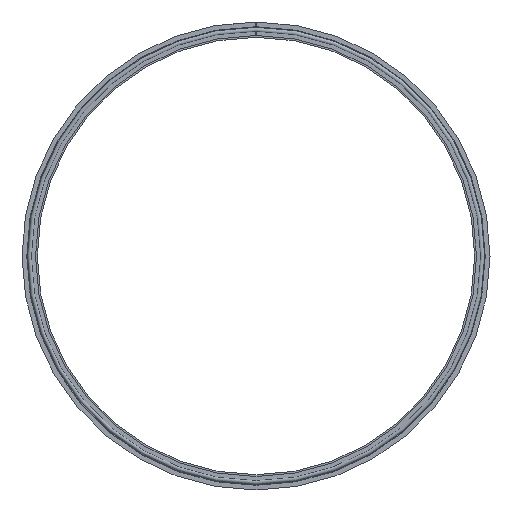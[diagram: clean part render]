
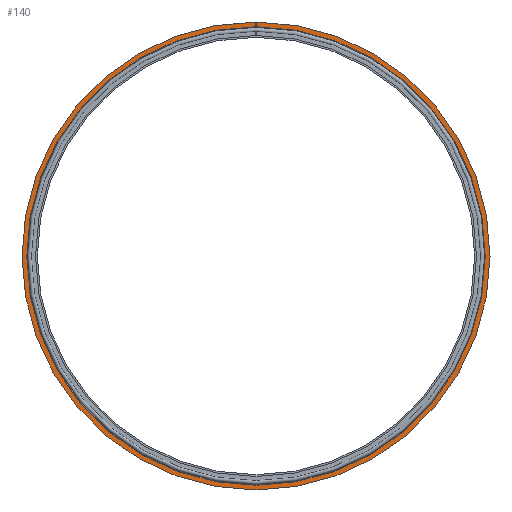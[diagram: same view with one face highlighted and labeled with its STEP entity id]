
A CAD part, left-side view. The second image highlights one B-rep face of the part: STEP entity #140.
In plain terms, the highlighted planar face has unit normal (-1, 0, 0).
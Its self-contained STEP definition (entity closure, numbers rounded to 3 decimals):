
#11 = DIRECTION ( 'NONE',  ( 0., 0., -1. ) ) ;
#73 = CARTESIAN_POINT ( 'NONE',  ( -9.8, 1., 338.499 ) ) ;
#106 = AXIS2_PLACEMENT_3D ( 'NONE', #1221, #372, #1041 ) ;
#124 = EDGE_CURVE ( 'NONE', #451, #887, #126, .T. ) ;
#126 = CIRCLE ( 'NONE', #777, 338.5 ) ;
#129 = LINE ( 'NONE', #1071, #787 ) ;
#131 = LINE ( 'NONE', #996, #1178 ) ;
#140 = ADVANCED_FACE ( 'NONE', ( #576 ), #368, .T. ) ;
#235 = DIRECTION ( 'NONE',  ( 0., 0., -1. ) ) ;
#242 = CARTESIAN_POINT ( 'NONE',  ( -9.8, -1., 345.499 ) ) ;
#266 = ORIENTED_EDGE ( 'NONE', *, *, #786, .F. ) ;
#292 = ORIENTED_EDGE ( 'NONE', *, *, #473, .F. ) ;
#295 = CARTESIAN_POINT ( 'NONE',  ( -9.8, 0., 0. ) ) ;
#296 = ORIENTED_EDGE ( 'NONE', *, *, #332, .F. ) ;
#332 = EDGE_CURVE ( 'NONE', #1192, #887, #129, .T. ) ;
#368 = PLANE ( 'NONE',  #106 ) ;
#372 = DIRECTION ( 'NONE',  ( -1., 0., 0. ) ) ;
#388 = DIRECTION ( 'NONE',  ( 1., 0., 0. ) ) ;
#451 = VERTEX_POINT ( 'NONE', #1057 ) ;
#473 = EDGE_CURVE ( 'NONE', #804, #1192, #707, .T. ) ;
#576 = FACE_OUTER_BOUND ( 'NONE', #828, .T. ) ;
#707 = CIRCLE ( 'NONE', #1173, 345.5 ) ;
#724 = CARTESIAN_POINT ( 'NONE',  ( -9.8, 0., 0. ) ) ;
#777 = AXIS2_PLACEMENT_3D ( 'NONE', #724, #992, #822 ) ;
#786 = EDGE_CURVE ( 'NONE', #451, #804, #131, .T. ) ;
#787 = VECTOR ( 'NONE', #235, 1000. ) ;
#804 = VERTEX_POINT ( 'NONE', #242 ) ;
#822 = DIRECTION ( 'NONE',  ( 0., 0., 1. ) ) ;
#828 = EDGE_LOOP ( 'NONE', ( #296, #292, #266, #963 ) ) ;
#887 = VERTEX_POINT ( 'NONE', #73 ) ;
#913 = CARTESIAN_POINT ( 'NONE',  ( -9.8, 1., 345.499 ) ) ;
#963 = ORIENTED_EDGE ( 'NONE', *, *, #124, .T. ) ;
#992 = DIRECTION ( 'NONE',  ( 1., 0., 0. ) ) ;
#996 = CARTESIAN_POINT ( 'NONE',  ( -9.8, -1., 0. ) ) ;
#1041 = DIRECTION ( 'NONE',  ( 0., 0., 1. ) ) ;
#1057 = CARTESIAN_POINT ( 'NONE',  ( -9.8, -1., 338.499 ) ) ;
#1071 = CARTESIAN_POINT ( 'NONE',  ( -9.8, 1., 0. ) ) ;
#1173 = AXIS2_PLACEMENT_3D ( 'NONE', #295, #388, #11 ) ;
#1178 = VECTOR ( 'NONE', #1185, 1000. ) ;
#1185 = DIRECTION ( 'NONE',  ( 0., 0., 1. ) ) ;
#1192 = VERTEX_POINT ( 'NONE', #913 ) ;
#1221 = CARTESIAN_POINT ( 'NONE',  ( -9.8, 345.5, 0. ) ) ;
